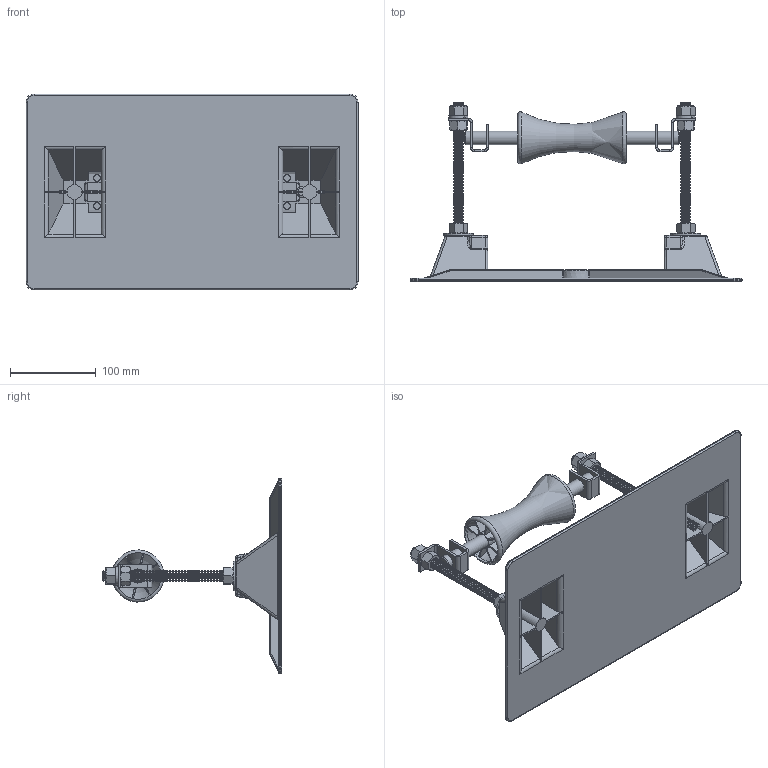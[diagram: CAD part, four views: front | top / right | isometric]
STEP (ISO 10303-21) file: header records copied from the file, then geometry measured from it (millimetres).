
FILE_DESCRIPTION((''),'2;1');
FILE_NAME('5-RAH-7.stp','2012-11-21T09:45:24',('rdavis'),(''),'Autodesk Inventor 2013','Autodesk Inventor 2013','');
FILE_SCHEMA(('AUTOMOTIVE_DESIGN { 1 0 10303 214 1 1 1 1 }'));
Length unit declared in the file: inch
Products named in the file (9): 5-RAH-7; Hex Nut_AI_HNUT 0; Lock Washer Spring Regular_AI_LW 0; All Thread_.4875 dia X 8_; Shaft Bracket; Flat Washer Type A Wide_AI_FW 0; Rollers_5_ Roller; 9x15.25 No Logo; all metal and plastic shafts2_.625 X 9.875 shaft
Assembly tree (17 placements, depth 2):
  5-RAH-7
    Hex Nut_AI_HNUT 0  x6
    Lock Washer Spring Regular_AI_LW 0  x2
    All Thread_.4875 dia X 8_  x2
    Shaft Bracket  x2
    Flat Washer Type A Wide_AI_FW 0  x2
    Rollers_5_ Roller
    9x15.25 No Logo
    all metal and plastic shafts2_.625 X 9.875 shaft
Bounding box: 387.35 x 209.68 x 228.6 mm (x, y, z)
Volume: 639176.8 mm3; surface area: 394552.3 mm2
Topology: 17 solids, 17 shells, 2230 faces, 5712 edges, 3623 vertices
Faces by surface type: plane 911, cone 567, cylinder 428, bspline 242, torus 62, sphere 20
Full cylindrical faces by diameter (mm): 3.556 x4, 7.62 x4, 10.716 x6, 12.383 x228, 12.7 x8, 12.954 x2, 14.275 x2, 15.875 x1, 16.51 x4, 17.398 x1, 34.925 x2, 54.127 x2
Entity records: 62987 total; most frequent: CARTESIAN_POINT 23347, ORIENTED_EDGE 7658, DIRECTION 7134, EDGE_CURVE 3829, VERTEX_POINT 2607, AXIS2_PLACEMENT_3D 2378, VECTOR 2378, LINE 2378
